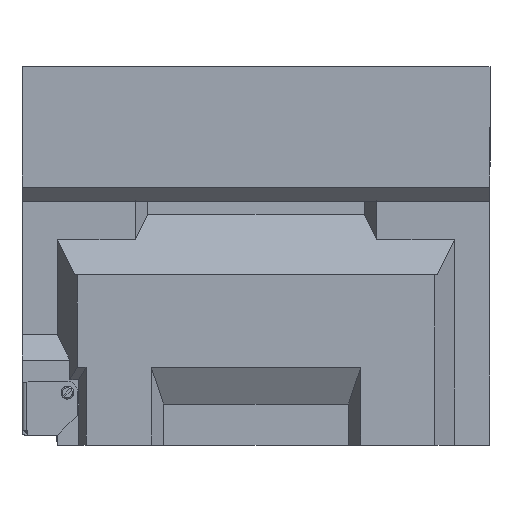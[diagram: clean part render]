
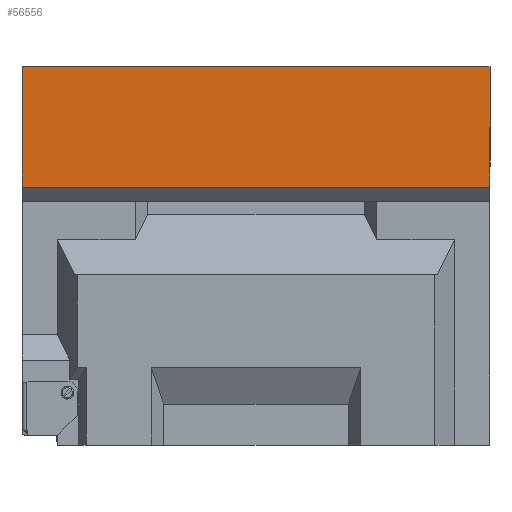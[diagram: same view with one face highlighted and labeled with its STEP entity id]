
A CAD part, top view. The second image highlights one B-rep face of the part: STEP entity #56556.
In plain terms, the highlighted face is planar.
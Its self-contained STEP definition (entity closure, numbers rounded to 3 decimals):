
#3007 = DIRECTION ( 'NONE',  ( -1., 0., 0. ) ) ;
#3731 = LINE ( 'NONE', #6039, #163509 ) ;
#6039 = CARTESIAN_POINT ( 'NONE',  ( 165., -60., 45. ) ) ;
#6222 = AXIS2_PLACEMENT_3D ( 'NONE', #198303, #44189, #152331 ) ;
#6805 = EDGE_CURVE ( 'NONE', #183047, #20373, #3731, .T. ) ;
#20373 = VERTEX_POINT ( 'NONE', #168802 ) ;
#31616 = VECTOR ( 'NONE', #182035, 1000. ) ;
#36461 = LINE ( 'NONE', #166566, #31616 ) ;
#37839 = CARTESIAN_POINT ( 'NONE',  ( 165., -60., 45. ) ) ;
#38944 = VECTOR ( 'NONE', #152301, 1000. ) ;
#44189 = DIRECTION ( 'NONE',  ( 0., -1., 0. ) ) ;
#46699 = EDGE_LOOP ( 'NONE', ( #80238, #121792, #86907, #177089 ) ) ;
#48859 = LINE ( 'NONE', #61611, #126212 ) ;
#55170 = EDGE_CURVE ( 'NONE', #172219, #20373, #157398, .T. ) ;
#56556 = ADVANCED_FACE ( 'NONE', ( #187513 ), #136793, .T. ) ;
#61611 = CARTESIAN_POINT ( 'NONE',  ( 165., -60., -50. ) ) ;
#77085 = VERTEX_POINT ( 'NONE', #88112 ) ;
#80238 = ORIENTED_EDGE ( 'NONE', *, *, #55170, .F. ) ;
#86907 = ORIENTED_EDGE ( 'NONE', *, *, #141241, .T. ) ;
#88112 = CARTESIAN_POINT ( 'NONE',  ( 165., -60., -40. ) ) ;
#121792 = ORIENTED_EDGE ( 'NONE', *, *, #152697, .T. ) ;
#126212 = VECTOR ( 'NONE', #154146, 1000. ) ;
#136793 = PLANE ( 'NONE',  #6222 ) ;
#141241 = EDGE_CURVE ( 'NONE', #77085, #183047, #48859, .T. ) ;
#152301 = DIRECTION ( 'NONE',  ( 0., 0., 1. ) ) ;
#152331 = DIRECTION ( 'NONE',  ( 0., 0., -1. ) ) ;
#152697 = EDGE_CURVE ( 'NONE', #172219, #77085, #36461, .T. ) ;
#154146 = DIRECTION ( 'NONE',  ( 0., 0., 1. ) ) ;
#157398 = LINE ( 'NONE', #167885, #38944 ) ;
#163509 = VECTOR ( 'NONE', #3007, 1000. ) ;
#166566 = CARTESIAN_POINT ( 'NONE',  ( 165., -60., -40. ) ) ;
#167885 = CARTESIAN_POINT ( 'NONE',  ( -165., -60., -50. ) ) ;
#168802 = CARTESIAN_POINT ( 'NONE',  ( -165., -60., 45. ) ) ;
#172219 = VERTEX_POINT ( 'NONE', #195631 ) ;
#177089 = ORIENTED_EDGE ( 'NONE', *, *, #6805, .T. ) ;
#182035 = DIRECTION ( 'NONE',  ( 1., 0., 0. ) ) ;
#183047 = VERTEX_POINT ( 'NONE', #37839 ) ;
#187513 = FACE_OUTER_BOUND ( 'NONE', #46699, .T. ) ;
#195631 = CARTESIAN_POINT ( 'NONE',  ( -165., -60., -40. ) ) ;
#198303 = CARTESIAN_POINT ( 'NONE',  ( -165., -60., -50. ) ) ;
